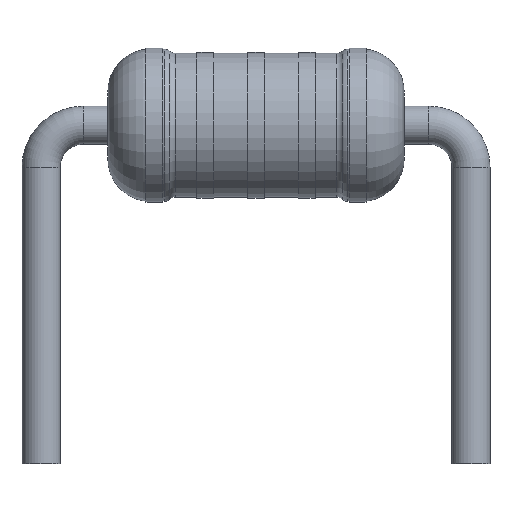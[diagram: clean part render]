
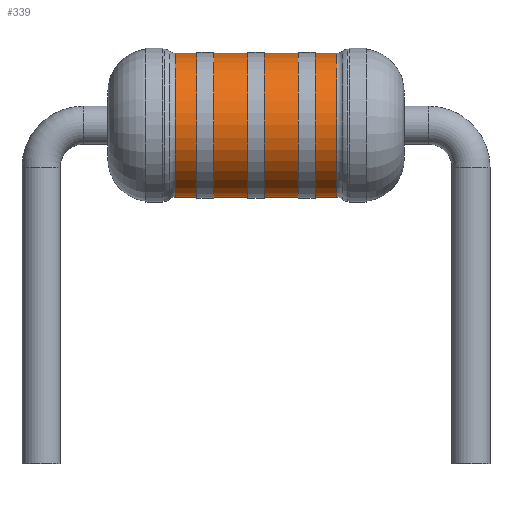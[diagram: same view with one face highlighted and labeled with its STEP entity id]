
A CAD part, front view. The second image highlights one B-rep face of the part: STEP entity #339.
In plain terms, the highlighted cylindrical face has radius 0.85 mm (diameter 1.7 mm), a partial arc.
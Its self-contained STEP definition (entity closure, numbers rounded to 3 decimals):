
#7 = EDGE_CURVE ( 'NONE', #337, #327, #459, .T. ) ;
#11 = EDGE_CURVE ( 'NONE', #338, #330, #505, .T. ) ;
#327 = VERTEX_POINT ( 'NONE', #1589 ) ;
#329 = EDGE_CURVE ( 'NONE', #330, #327, #1588, .T. ) ;
#330 = VERTEX_POINT ( 'NONE', #1583 ) ;
#336 = EDGE_CURVE ( 'NONE', #337, #338, #1619, .T. ) ;
#337 = VERTEX_POINT ( 'NONE', #1614 ) ;
#338 = VERTEX_POINT ( 'NONE', #1613 ) ;
#339 = ADVANCED_FACE ( 'NONE', ( #1612 ), #1644, .T. ) ;
#340 = EDGE_LOOP ( 'NONE', ( #341, #342, #343, #344 ) ) ;
#341 = ORIENTED_EDGE ( 'NONE', *, *, #7, .F. ) ;
#342 = ORIENTED_EDGE ( 'NONE', *, *, #336, .T. ) ;
#343 = ORIENTED_EDGE ( 'NONE', *, *, #11, .T. ) ;
#344 = ORIENTED_EDGE ( 'NONE', *, *, #329, .T. ) ;
#456 = DIRECTION ( 'NONE',  ( 1., 0., 0. ) ) ;
#457 = VECTOR ( 'NONE', #456, 1000. ) ;
#458 = CARTESIAN_POINT ( 'NONE',  ( -1., 0., 2.85 ) ) ;
#459 = LINE ( 'NONE', #458, #457 ) ;
#502 = DIRECTION ( 'NONE',  ( 1., 0., 0. ) ) ;
#503 = VECTOR ( 'NONE', #502, 1000. ) ;
#504 = CARTESIAN_POINT ( 'NONE',  ( -1., 0., 1.15 ) ) ;
#505 = LINE ( 'NONE', #504, #503 ) ;
#1583 = CARTESIAN_POINT ( 'NONE',  ( 0.954, 0., 1.15 ) ) ;
#1584 = DIRECTION ( 'NONE',  ( 0., 0., -1. ) ) ;
#1585 = DIRECTION ( 'NONE',  ( -1., 0., 0. ) ) ;
#1586 = CARTESIAN_POINT ( 'NONE',  ( 0.954, 0., 2. ) ) ;
#1587 = AXIS2_PLACEMENT_3D ( 'NONE', #1586, #1585, #1584 ) ;
#1588 = CIRCLE ( 'NONE', #1587, 0.85 ) ;
#1589 = CARTESIAN_POINT ( 'NONE',  ( 0.954, 0., 2.85 ) ) ;
#1612 = FACE_OUTER_BOUND ( 'NONE', #340, .T. ) ;
#1613 = CARTESIAN_POINT ( 'NONE',  ( -0.954, 0., 1.15 ) ) ;
#1614 = CARTESIAN_POINT ( 'NONE',  ( -0.954, 0., 2.85 ) ) ;
#1615 = DIRECTION ( 'NONE',  ( 0., 0., -1. ) ) ;
#1616 = DIRECTION ( 'NONE',  ( 1., 0., 0. ) ) ;
#1617 = CARTESIAN_POINT ( 'NONE',  ( -0.954, 0., 2. ) ) ;
#1618 = AXIS2_PLACEMENT_3D ( 'NONE', #1617, #1616, #1615 ) ;
#1619 = CIRCLE ( 'NONE', #1618, 0.85 ) ;
#1641 = DIRECTION ( 'NONE',  ( 0., 0., -1. ) ) ;
#1642 = DIRECTION ( 'NONE',  ( 1., 0., 0. ) ) ;
#1643 = AXIS2_PLACEMENT_3D ( 'NONE', #1647, #1642, #1641 ) ;
#1644 = CYLINDRICAL_SURFACE ( 'NONE', #1643, 0.85 ) ;
#1647 = CARTESIAN_POINT ( 'NONE',  ( -1., 0., 2. ) ) ;
